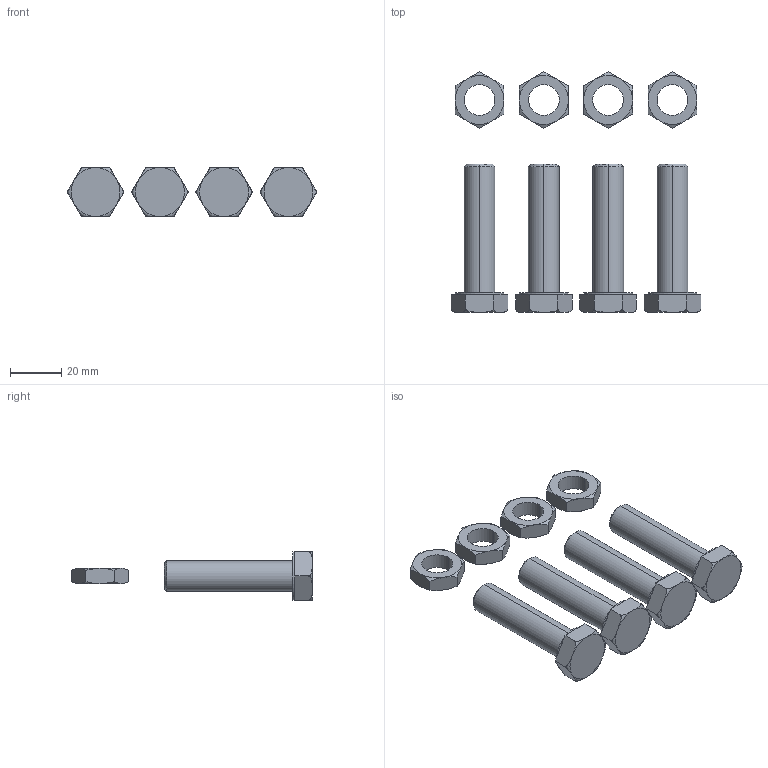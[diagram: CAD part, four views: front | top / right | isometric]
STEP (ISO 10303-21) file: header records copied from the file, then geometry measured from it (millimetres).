
FILE_DESCRIPTION (( 'STEP AP214' ), '1' );
FILE_NAME ('7409688.STEP', '2019-12-19T13:35:35', ( '' ), ( '' ), 'SwSTEP 2.0', 'SolidWorks 2018', '' );
FILE_SCHEMA (( 'AUTOMOTIVE_DESIGN' ));
Length unit declared in the file: millimetre
Products named in the file (4): 35100036_Standard; 05078741_Standard; 7409688; 39407300_Standard
Assembly tree (13 placements, depth 3):
  7409688
    39407300_Standard
      05078741_Standard  x6
      35100036_Standard  x6
Bounding box: 96.94 x 93.47 x 19 mm (x, y, z)
Volume: 54855.4 mm3; surface area: 23760.3 mm2
Topology: 12 solids, 12 shells, 294 faces, 624 edges, 360 vertices
Faces by surface type: plane 138, cone 84, cylinder 36, torus 36
Entity records: 1786 total; most frequent: CARTESIAN_POINT 578, DIRECTION 236, ORIENTED_EDGE 208, EDGE_CURVE 104, AXIS2_PLACEMENT_3D 102, VERTEX_POINT 60, EDGE_LOOP 52, FACE_OUTER_BOUND 49
